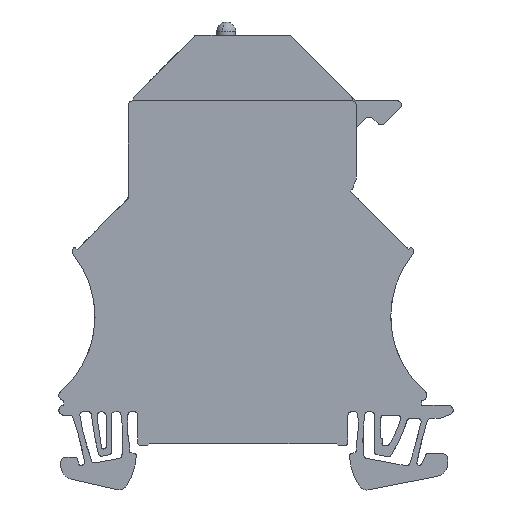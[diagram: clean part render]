
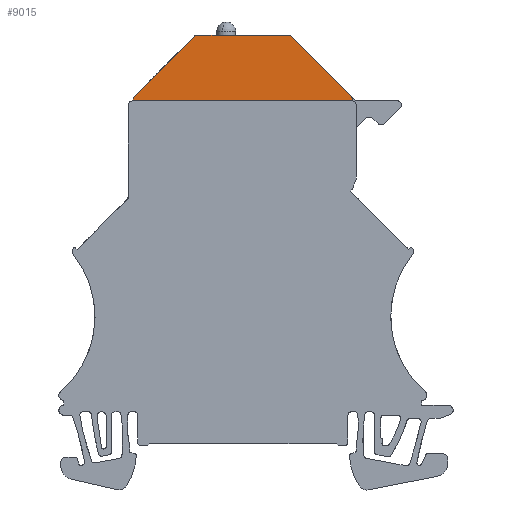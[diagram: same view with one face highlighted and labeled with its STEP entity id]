
A CAD part, left-side view. The second image highlights one B-rep face of the part: STEP entity #9015.
In plain terms, the highlighted planar face has unit normal (-1, 0, 0).
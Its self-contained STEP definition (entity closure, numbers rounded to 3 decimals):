
#5012=AXIS2_PLACEMENT_3D('Circle Axis2P3D',#5010,#5011,$) ;
#5122=AXIS2_PLACEMENT_3D('Circle Axis2P3D',#5120,#5121,$) ;
#5208=AXIS2_PLACEMENT_3D('Circle Axis2P3D',#5206,#5207,$) ;
#8996=AXIS2_PLACEMENT_3D('Plane Axis2P3D',#8993,#8994,#8995) ;
#9000=AXIS2_PLACEMENT_3D('Circle Axis2P3D',#8998,#8999,$) ;
#4977=CARTESIAN_POINT('Vertex',(0.,48.66,59.319)) ;
#4980=CARTESIAN_POINT('Line Origine',(0.,48.66,59.451)) ;
#4984=CARTESIAN_POINT('Vertex',(0.,48.66,59.583)) ;
#5010=CARTESIAN_POINT('Axis2P3D Location',(0.,48.16,59.583)) ;
#5014=CARTESIAN_POINT('Vertex',(0.,48.514,59.936)) ;
#5035=CARTESIAN_POINT('Line Origine',(0.,43.935,64.515)) ;
#5039=CARTESIAN_POINT('Vertex',(0.,39.356,69.094)) ;
#5120=CARTESIAN_POINT('Axis2P3D Location',(0.,39.003,68.74)) ;
#5124=CARTESIAN_POINT('Vertex',(0.,39.003,69.24)) ;
#5145=CARTESIAN_POINT('Line Origine',(0.,32.01,69.24)) ;
#5149=CARTESIAN_POINT('Vertex',(0.,25.017,69.24)) ;
#5206=CARTESIAN_POINT('Axis2P3D Location',(0.,25.017,68.74)) ;
#5210=CARTESIAN_POINT('Vertex',(0.,24.664,69.094)) ;
#5238=CARTESIAN_POINT('Line Origine',(0.,20.085,64.515)) ;
#5242=CARTESIAN_POINT('Vertex',(0.,15.506,59.936)) ;
#5394=CARTESIAN_POINT('Vertex',(0.,15.36,59.583)) ;
#5397=CARTESIAN_POINT('Line Origine',(0.,15.36,59.451)) ;
#5401=CARTESIAN_POINT('Vertex',(0.,15.36,59.319)) ;
#8980=CARTESIAN_POINT('Line Origine',(0.,32.01,59.319)) ;
#8993=CARTESIAN_POINT('Axis2P3D Location',(0.,32.,6.75)) ;
#8998=CARTESIAN_POINT('Axis2P3D Location',(0.,15.86,59.583)) ;
#4981=DIRECTION('Vector Direction',(0.,0.,1.)) ;
#5011=DIRECTION('Axis2P3D Direction',(1.,0.,0.)) ;
#5036=DIRECTION('Vector Direction',(0.,-0.707,0.707)) ;
#5121=DIRECTION('Axis2P3D Direction',(1.,0.,0.)) ;
#5146=DIRECTION('Vector Direction',(0.,-1.,0.)) ;
#5207=DIRECTION('Axis2P3D Direction',(1.,0.,0.)) ;
#5239=DIRECTION('Vector Direction',(0.,-0.707,-0.707)) ;
#5398=DIRECTION('Vector Direction',(0.,0.,-1.)) ;
#8981=DIRECTION('Vector Direction',(0.,-1.,0.)) ;
#8994=DIRECTION('Axis2P3D Direction',(-1.,0.,0.)) ;
#8995=DIRECTION('Axis2P3D XDirection',(0.,1.,0.)) ;
#8999=DIRECTION('Axis2P3D Direction',(-1.,0.,0.)) ;
#4982=VECTOR('Line Direction',#4981,1.) ;
#5037=VECTOR('Line Direction',#5036,1.) ;
#5147=VECTOR('Line Direction',#5146,1.) ;
#5240=VECTOR('Line Direction',#5239,1.) ;
#5399=VECTOR('Line Direction',#5398,1.) ;
#8982=VECTOR('Line Direction',#8981,1.) ;
#9004=ORIENTED_EDGE('',*,*,#9002,.T.) ;
#9005=ORIENTED_EDGE('',*,*,#5244,.T.) ;
#9006=ORIENTED_EDGE('',*,*,#5212,.T.) ;
#9007=ORIENTED_EDGE('',*,*,#5151,.T.) ;
#9008=ORIENTED_EDGE('',*,*,#5126,.T.) ;
#9009=ORIENTED_EDGE('',*,*,#5041,.T.) ;
#9010=ORIENTED_EDGE('',*,*,#5016,.T.) ;
#9011=ORIENTED_EDGE('',*,*,#4986,.T.) ;
#9012=ORIENTED_EDGE('',*,*,#8984,.T.) ;
#9013=ORIENTED_EDGE('',*,*,#5403,.T.) ;
#9015=ADVANCED_FACE('KLTR',(#9014),#8997,.T.) ;
#5013=CIRCLE('generated circle',#5012,0.5) ;
#5123=CIRCLE('generated circle',#5122,0.5) ;
#5209=CIRCLE('generated circle',#5208,0.5) ;
#9001=CIRCLE('generated circle',#9000,0.5) ;
#4986=EDGE_CURVE('',#4985,#4978,#4983,.F.) ;
#5016=EDGE_CURVE('',#5015,#4985,#5013,.F.) ;
#5041=EDGE_CURVE('',#5040,#5015,#5038,.F.) ;
#5126=EDGE_CURVE('',#5125,#5040,#5123,.F.) ;
#5151=EDGE_CURVE('',#5150,#5125,#5148,.F.) ;
#5212=EDGE_CURVE('',#5211,#5150,#5209,.F.) ;
#5244=EDGE_CURVE('',#5243,#5211,#5241,.F.) ;
#5403=EDGE_CURVE('',#5402,#5395,#5400,.F.) ;
#8984=EDGE_CURVE('',#4978,#5402,#8983,.T.) ;
#9002=EDGE_CURVE('',#5395,#5243,#9001,.T.) ;
#9003=EDGE_LOOP('',(#9004,#9005,#9006,#9007,#9008,#9009,#9010,#9011,#9012,#9013)) ;
#9014=FACE_OUTER_BOUND('',#9003,.T.) ;
#4983=LINE('Line',#4980,#4982) ;
#5038=LINE('Line',#5035,#5037) ;
#5148=LINE('Line',#5145,#5147) ;
#5241=LINE('Line',#5238,#5240) ;
#5400=LINE('Line',#5397,#5399) ;
#8983=LINE('Line',#8980,#8982) ;
#8997=PLANE('',#8996) ;
#4978=VERTEX_POINT('',#4977) ;
#4985=VERTEX_POINT('',#4984) ;
#5015=VERTEX_POINT('',#5014) ;
#5040=VERTEX_POINT('',#5039) ;
#5125=VERTEX_POINT('',#5124) ;
#5150=VERTEX_POINT('',#5149) ;
#5211=VERTEX_POINT('',#5210) ;
#5243=VERTEX_POINT('',#5242) ;
#5395=VERTEX_POINT('',#5394) ;
#5402=VERTEX_POINT('',#5401) ;
